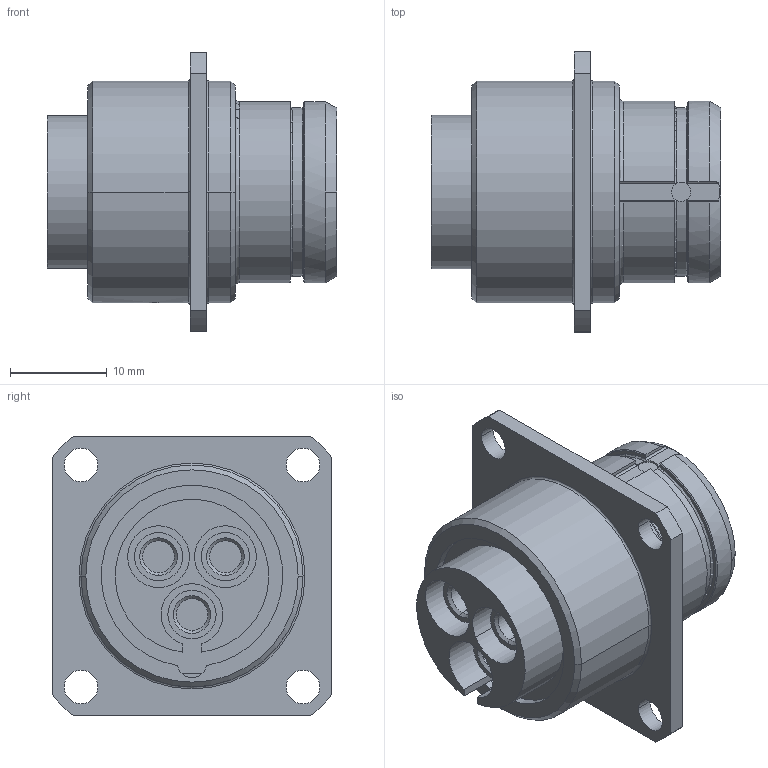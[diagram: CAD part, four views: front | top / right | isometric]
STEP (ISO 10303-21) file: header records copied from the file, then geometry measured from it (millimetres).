
FILE_DESCRIPTION((''),'2;1');
FILE_NAME('1331E303MZ','2021-03-19T12:33:25',('cgregory'),('NET AG system integration'),'CREO PARAMETRIC BY PTC INC, 2019292','CREO PARAMETRIC BY PTC INC, 2019292','');
FILE_SCHEMA(('AUTOMOTIVE_DESIGN { 1 0 10303 214 1 1 1 1 }'));
Length unit declared in the file: millimetre
Products named in the file (1): 1331E303MZ
Bounding box: 30 x 29 x 29 mm (x, y, z)
Volume: 8662.7 mm3; surface area: 6074 mm2
Topology: 1 solids, 1 shells, 251 faces, 618 edges, 400 vertices
Faces by surface type: plane 134, cylinder 81, cone 21, torus 9, bspline 6
Entity records: 9036 total; most frequent: CARTESIAN_POINT 1668, DIRECTION 1296, ORIENTED_EDGE 1236, EDGE_CURVE 618, AXIS2_PLACEMENT_3D 467, VERTEX_POINT 400, VECTOR 359, LINE 359
